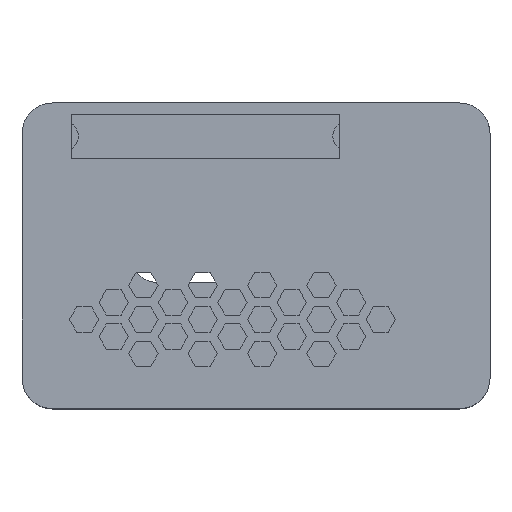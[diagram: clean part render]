
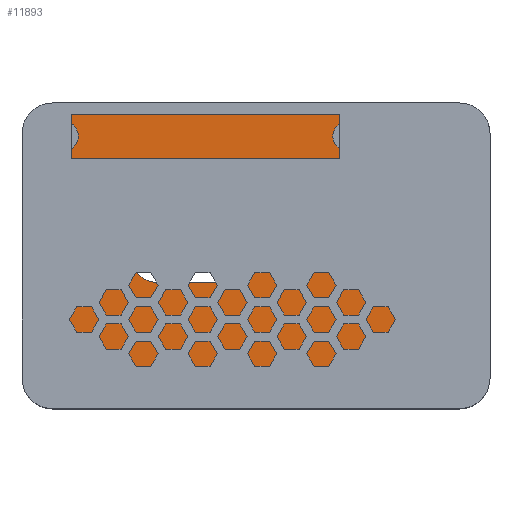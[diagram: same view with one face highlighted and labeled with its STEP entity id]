
A CAD part, top view. The second image highlights one B-rep face of the part: STEP entity #11893.
In plain terms, the highlighted planar face has unit normal (0, 0, 1).
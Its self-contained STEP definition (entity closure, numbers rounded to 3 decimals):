
#92=FACE_BOUND('',#1305,.T.);
#93=FACE_BOUND('',#1306,.T.);
#94=FACE_BOUND('',#1307,.T.);
#95=FACE_BOUND('',#1308,.T.);
#96=FACE_BOUND('',#1309,.T.);
#312=CIRCLE('',#12215,5.);
#314=CIRCLE('',#12219,5.);
#316=CIRCLE('',#12223,5.);
#318=CIRCLE('',#12227,5.);
#351=CIRCLE('',#12547,5.);
#352=CIRCLE('',#12548,5.);
#353=CIRCLE('',#12549,5.);
#354=CIRCLE('',#12550,5.);
#355=CIRCLE('',#12551,3.);
#356=CIRCLE('',#12552,3.);
#357=CIRCLE('',#12553,3.);
#358=CIRCLE('',#12554,3.);
#723=FACE_OUTER_BOUND('',#1304,.T.);
#1304=EDGE_LOOP('',(#9035,#9036,#9037,#9038,#9039,#9040,#9041,#9042,#9043,
#9044,#9045,#9046,#9047,#9048));
#1305=EDGE_LOOP('',(#9049,#9050,#9051,#9052,#9053,#9054,#9055,#9056));
#1306=EDGE_LOOP('',(#9057));
#1307=EDGE_LOOP('',(#9058));
#1308=EDGE_LOOP('',(#9059));
#1309=EDGE_LOOP('',(#9060));
#1780=LINE('',#15861,#3344);
#1838=LINE('',#16003,#3402);
#1843=LINE('',#16017,#3407);
#1847=LINE('',#16029,#3411);
#1851=LINE('',#16041,#3415);
#2334=LINE('',#17029,#3898);
#2376=LINE('',#17152,#3940);
#2380=LINE('',#17160,#3944);
#2385=LINE('',#17169,#3949);
#2692=LINE('',#17789,#4256);
#2699=LINE('',#17803,#4263);
#2702=LINE('',#17808,#4266);
#2703=LINE('',#17814,#4267);
#2704=LINE('',#17817,#4268);
#3344=VECTOR('',#12900,10.);
#3402=VECTOR('',#13012,10.);
#3407=VECTOR('',#13025,10.);
#3411=VECTOR('',#13037,10.);
#3415=VECTOR('',#13049,10.);
#3898=VECTOR('',#13880,10.);
#3940=VECTOR('',#13996,10.);
#3944=VECTOR('',#14002,10.);
#3949=VECTOR('',#14009,10.);
#4256=VECTOR('',#14526,10.);
#4263=VECTOR('',#14537,10.);
#4266=VECTOR('',#14542,10.);
#4267=VECTOR('',#14549,10.);
#4268=VECTOR('',#14552,10.);
#4909=VERTEX_POINT('',#15858);
#4910=VERTEX_POINT('',#15860);
#4966=VERTEX_POINT('',#16001);
#4967=VERTEX_POINT('',#16002);
#4970=VERTEX_POINT('',#16010);
#4972=VERTEX_POINT('',#16016);
#4974=VERTEX_POINT('',#16022);
#4976=VERTEX_POINT('',#16028);
#4978=VERTEX_POINT('',#16034);
#4980=VERTEX_POINT('',#16040);
#5310=VERTEX_POINT('',#17027);
#5311=VERTEX_POINT('',#17028);
#5354=VERTEX_POINT('',#17150);
#5355=VERTEX_POINT('',#17151);
#5358=VERTEX_POINT('',#17159);
#5361=VERTEX_POINT('',#17167);
#5569=VERTEX_POINT('',#17788);
#5574=VERTEX_POINT('',#17802);
#5575=VERTEX_POINT('',#17807);
#5576=VERTEX_POINT('',#17811);
#5577=VERTEX_POINT('',#17813);
#5578=VERTEX_POINT('',#17815);
#5579=VERTEX_POINT('',#17818);
#5580=VERTEX_POINT('',#17820);
#5581=VERTEX_POINT('',#17822);
#5582=VERTEX_POINT('',#17824);
#6030=EDGE_CURVE('',#4910,#4909,#1780,.T.);
#6103=EDGE_CURVE('',#4966,#4967,#1838,.T.);
#6107=EDGE_CURVE('',#4967,#4970,#312,.T.);
#6110=EDGE_CURVE('',#4970,#4972,#1843,.T.);
#6113=EDGE_CURVE('',#4972,#4974,#314,.T.);
#6116=EDGE_CURVE('',#4974,#4976,#1847,.T.);
#6119=EDGE_CURVE('',#4976,#4978,#316,.T.);
#6122=EDGE_CURVE('',#4978,#4980,#1851,.T.);
#6125=EDGE_CURVE('',#4980,#4966,#318,.T.);
#6615=EDGE_CURVE('',#5310,#5311,#2334,.T.);
#6677=EDGE_CURVE('',#5354,#5355,#2376,.T.);
#6681=EDGE_CURVE('',#5358,#5354,#2380,.T.);
#6686=EDGE_CURVE('',#5355,#5361,#2385,.T.);
#6996=EDGE_CURVE('',#5361,#5569,#2692,.T.);
#7003=EDGE_CURVE('',#5574,#5358,#2699,.T.);
#7006=EDGE_CURVE('',#5569,#5575,#2702,.T.);
#7007=EDGE_CURVE('',#5310,#5575,#351,.F.);
#7008=EDGE_CURVE('',#4910,#5311,#352,.F.);
#7009=EDGE_CURVE('',#5576,#4909,#353,.F.);
#7010=EDGE_CURVE('',#5576,#5577,#2703,.T.);
#7011=EDGE_CURVE('',#5578,#5577,#354,.F.);
#7012=EDGE_CURVE('',#5578,#5574,#2704,.T.);
#7013=EDGE_CURVE('',#5579,#5579,#355,.T.);
#7014=EDGE_CURVE('',#5580,#5580,#356,.T.);
#7015=EDGE_CURVE('',#5581,#5581,#357,.T.);
#7016=EDGE_CURVE('',#5582,#5582,#358,.T.);
#9035=ORIENTED_EDGE('',*,*,#6677,.T.);
#9036=ORIENTED_EDGE('',*,*,#6686,.T.);
#9037=ORIENTED_EDGE('',*,*,#6996,.T.);
#9038=ORIENTED_EDGE('',*,*,#7006,.T.);
#9039=ORIENTED_EDGE('',*,*,#7007,.F.);
#9040=ORIENTED_EDGE('',*,*,#6615,.T.);
#9041=ORIENTED_EDGE('',*,*,#7008,.F.);
#9042=ORIENTED_EDGE('',*,*,#6030,.T.);
#9043=ORIENTED_EDGE('',*,*,#7009,.F.);
#9044=ORIENTED_EDGE('',*,*,#7010,.T.);
#9045=ORIENTED_EDGE('',*,*,#7011,.F.);
#9046=ORIENTED_EDGE('',*,*,#7012,.T.);
#9047=ORIENTED_EDGE('',*,*,#7003,.T.);
#9048=ORIENTED_EDGE('',*,*,#6681,.T.);
#9049=ORIENTED_EDGE('',*,*,#6103,.T.);
#9050=ORIENTED_EDGE('',*,*,#6107,.T.);
#9051=ORIENTED_EDGE('',*,*,#6110,.T.);
#9052=ORIENTED_EDGE('',*,*,#6113,.T.);
#9053=ORIENTED_EDGE('',*,*,#6116,.T.);
#9054=ORIENTED_EDGE('',*,*,#6119,.T.);
#9055=ORIENTED_EDGE('',*,*,#6122,.T.);
#9056=ORIENTED_EDGE('',*,*,#6125,.T.);
#9057=ORIENTED_EDGE('',*,*,#7013,.T.);
#9058=ORIENTED_EDGE('',*,*,#7014,.T.);
#9059=ORIENTED_EDGE('',*,*,#7015,.T.);
#9060=ORIENTED_EDGE('',*,*,#7016,.T.);
#11356=PLANE('',#12546);
#11893=ADVANCED_FACE('',(#723,#92,#93,#94,#95,#96),#11356,.F.);
#12215=AXIS2_PLACEMENT_3D('',#16011,#13018,#13019);
#12219=AXIS2_PLACEMENT_3D('',#16023,#13030,#13031);
#12223=AXIS2_PLACEMENT_3D('',#16035,#13042,#13043);
#12227=AXIS2_PLACEMENT_3D('',#16046,#13054,#13055);
#12546=AXIS2_PLACEMENT_3D('',#17806,#14540,#14541);
#12547=AXIS2_PLACEMENT_3D('',#17809,#14543,#14544);
#12548=AXIS2_PLACEMENT_3D('',#17810,#14545,#14546);
#12549=AXIS2_PLACEMENT_3D('',#17812,#14547,#14548);
#12550=AXIS2_PLACEMENT_3D('',#17816,#14550,#14551);
#12551=AXIS2_PLACEMENT_3D('',#17819,#14553,#14554);
#12552=AXIS2_PLACEMENT_3D('',#17821,#14555,#14556);
#12553=AXIS2_PLACEMENT_3D('',#17823,#14557,#14558);
#12554=AXIS2_PLACEMENT_3D('',#17825,#14559,#14560);
#12900=DIRECTION('',(0.,1.,0.));
#13012=DIRECTION('',(0.,-1.,0.));
#13018=DIRECTION('center_axis',(0.,0.,-1.));
#13019=DIRECTION('ref_axis',(1.,0.,0.));
#13025=DIRECTION('',(-1.,0.,0.));
#13030=DIRECTION('center_axis',(0.,0.,-1.));
#13031=DIRECTION('ref_axis',(0.,-1.,0.));
#13037=DIRECTION('',(0.,1.,0.));
#13042=DIRECTION('center_axis',(0.,0.,-1.));
#13043=DIRECTION('ref_axis',(-1.,0.,0.));
#13049=DIRECTION('',(1.,0.,0.));
#13054=DIRECTION('center_axis',(0.,0.,-1.));
#13055=DIRECTION('ref_axis',(0.,1.,0.));
#13880=DIRECTION('',(1.,0.,0.));
#13996=DIRECTION('',(-1.,0.,0.));
#14002=DIRECTION('',(0.,-1.,0.));
#14009=DIRECTION('',(0.,-1.,0.));
#14526=DIRECTION('',(-1.,0.,0.));
#14537=DIRECTION('',(1.,0.,0.));
#14540=DIRECTION('center_axis',(0.,0.,-1.));
#14541=DIRECTION('ref_axis',(1.,0.,0.));
#14542=DIRECTION('',(0.,-1.,0.));
#14543=DIRECTION('center_axis',(0.,0.,1.));
#14544=DIRECTION('ref_axis',(0.,-1.,0.));
#14545=DIRECTION('center_axis',(0.,0.,1.));
#14546=DIRECTION('ref_axis',(1.,0.,0.));
#14547=DIRECTION('center_axis',(0.,0.,1.));
#14548=DIRECTION('ref_axis',(0.,1.,0.));
#14549=DIRECTION('',(-1.,0.,0.));
#14550=DIRECTION('center_axis',(0.,0.,1.));
#14551=DIRECTION('ref_axis',(-1.,0.,0.));
#14552=DIRECTION('',(0.,-1.,0.));
#14553=DIRECTION('center_axis',(0.,0.,-1.));
#14554=DIRECTION('ref_axis',(-1.,0.,0.));
#14555=DIRECTION('center_axis',(0.,0.,-1.));
#14556=DIRECTION('ref_axis',(-1.,0.,0.));
#14557=DIRECTION('center_axis',(0.,0.,-1.));
#14558=DIRECTION('ref_axis',(-1.,0.,0.));
#14559=DIRECTION('center_axis',(0.,0.,-1.));
#14560=DIRECTION('ref_axis',(-1.,0.,0.));
#15858=CARTESIAN_POINT('',(90.859,4.344,-4.33));
#15860=CARTESIAN_POINT('',(90.859,-45.656,-4.33));
#15861=CARTESIAN_POINT('',(90.859,-33.156,-4.33));
#16001=CARTESIAN_POINT('',(42.,-12.,-4.33));
#16002=CARTESIAN_POINT('',(42.,-21.,-4.33));
#16003=CARTESIAN_POINT('',(42.,-20.828,-4.33));
#16010=CARTESIAN_POINT('',(37.,-26.,-4.33));
#16011=CARTESIAN_POINT('Origin',(37.,-21.,-4.33));
#16016=CARTESIAN_POINT('',(24.,-26.,-4.33));
#16017=CARTESIAN_POINT('',(34.141,-26.,-4.33));
#16022=CARTESIAN_POINT('',(19.,-21.,-4.33));
#16023=CARTESIAN_POINT('Origin',(24.,-21.,-4.33));
#16028=CARTESIAN_POINT('',(19.,-12.,-4.33));
#16029=CARTESIAN_POINT('',(19.,-16.328,-4.33));
#16034=CARTESIAN_POINT('',(24.,-7.,-4.33));
#16035=CARTESIAN_POINT('Origin',(24.,-12.,-4.33));
#16040=CARTESIAN_POINT('',(37.,-7.,-4.33));
#16041=CARTESIAN_POINT('',(40.641,-7.,-4.33));
#16046=CARTESIAN_POINT('Origin',(37.,-12.,-4.33));
#17027=CARTESIAN_POINT('',(2.705,-50.656,-4.33));
#17028=CARTESIAN_POINT('',(85.859,-50.656,-4.33));
#17029=CARTESIAN_POINT('',(23.493,-50.656,-4.33));
#17150=CARTESIAN_POINT('',(4.475,-28.487,-4.33));
#17151=CARTESIAN_POINT('',(3.475,-28.487,-4.33));
#17152=CARTESIAN_POINT('',(20.378,-28.487,-4.33));
#17159=CARTESIAN_POINT('',(4.475,-12.337,-4.33));
#17160=CARTESIAN_POINT('',(4.475,-20.656,-4.33));
#17167=CARTESIAN_POINT('',(3.475,-28.5,-4.33));
#17169=CARTESIAN_POINT('',(3.475,-20.538,-4.33));
#17788=CARTESIAN_POINT('',(-2.295,-28.5,-4.33));
#17789=CARTESIAN_POINT('',(20.378,-28.5,-4.33));
#17802=CARTESIAN_POINT('',(-2.295,-12.337,-4.33));
#17803=CARTESIAN_POINT('',(20.378,-12.337,-4.33));
#17806=CARTESIAN_POINT('Origin',(44.282,-20.656,-4.33));
#17807=CARTESIAN_POINT('',(-2.295,-45.656,-4.33));
#17808=CARTESIAN_POINT('',(-2.295,-8.156,-4.33));
#17809=CARTESIAN_POINT('Origin',(2.705,-45.656,-4.33));
#17810=CARTESIAN_POINT('Origin',(85.859,-45.656,-4.33));
#17811=CARTESIAN_POINT('',(85.859,9.344,-4.33));
#17812=CARTESIAN_POINT('Origin',(85.859,4.344,-4.33));
#17813=CARTESIAN_POINT('',(2.705,9.344,-4.33));
#17814=CARTESIAN_POINT('',(65.07,9.344,-4.33));
#17815=CARTESIAN_POINT('',(-2.295,4.344,-4.33));
#17816=CARTESIAN_POINT('Origin',(2.705,4.344,-4.33));
#17817=CARTESIAN_POINT('',(-2.295,-8.156,-4.33));
#17818=CARTESIAN_POINT('',(65.987,3.844,-4.33));
#17819=CARTESIAN_POINT('Origin',(62.987,3.844,-4.33));
#17820=CARTESIAN_POINT('',(65.987,-45.156,-4.33));
#17821=CARTESIAN_POINT('Origin',(62.987,-45.156,-4.33));
#17822=CARTESIAN_POINT('',(7.987,3.844,-4.33));
#17823=CARTESIAN_POINT('Origin',(4.987,3.844,-4.33));
#17824=CARTESIAN_POINT('',(7.987,-45.156,-4.33));
#17825=CARTESIAN_POINT('Origin',(4.987,-45.156,-4.33));
